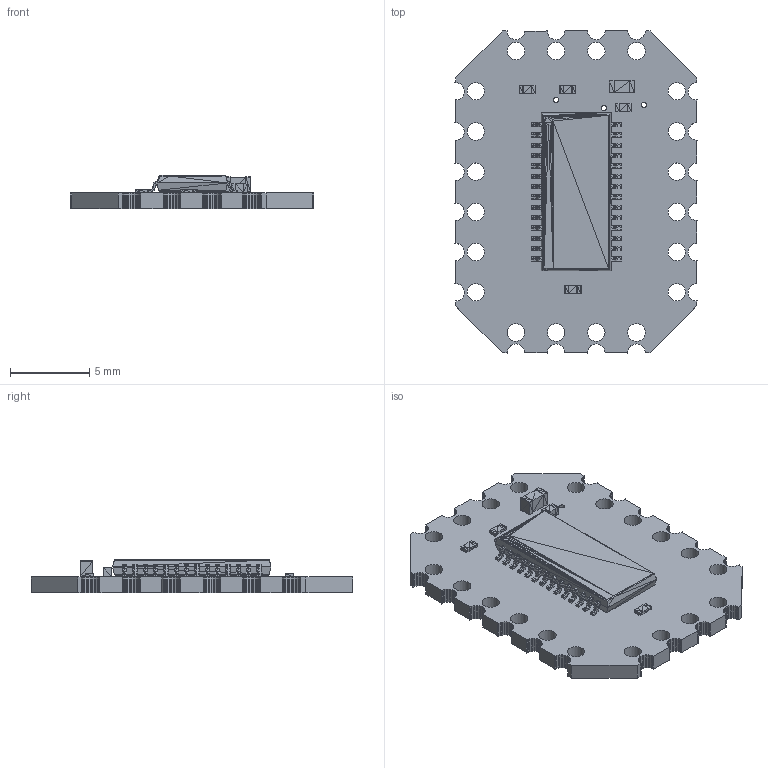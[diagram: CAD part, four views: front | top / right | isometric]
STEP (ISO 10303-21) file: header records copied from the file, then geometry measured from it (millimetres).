
FILE_DESCRIPTION(('for SolidWorks'),'2;1');
FILE_NAME('PCA9685.step','2014-11-22T14:22:43',('Chris Hamilton'),(''), 'Open CASCADE STEP processor 6.6','Diptrace','Unknown');
FILE_SCHEMA(('AUTOMOTIVE_DESIGN { 1 0 10303 214 1 1 1 1 }'));
Length unit declared in the file: millimetre
Products named in the file (6): PCB; Board; cap_0603; cap_0402; res_0402; tssop-28
Assembly tree (7 placements, depth 2):
  PCB
    Board
    cap_0603
    cap_0402
    res_0402  x3
    tssop-28
Bounding box: 15.39 x 20.34 x 2.11 mm (x, y, z)
Volume: 263.2 mm3; surface area: 836.3 mm2
Topology: 1 solids, 35 shells, 2686 faces, 4692 edges, 2076 vertices
Faces by surface type: plane 2658, cylinder 28
Full cylindrical faces by diameter (mm): 0.33 x8, 1.1 x20
Entity records: 67959 total; most frequent: DIRECTION 9268, CARTESIAN_POINT 8714, ORIENTED_EDGE 8640, EDGE_CURVE 4320, LINE 4264, VECTOR 4264, AXIS2_PLACEMENT_3D 2502, FACE_BOUND 2494
